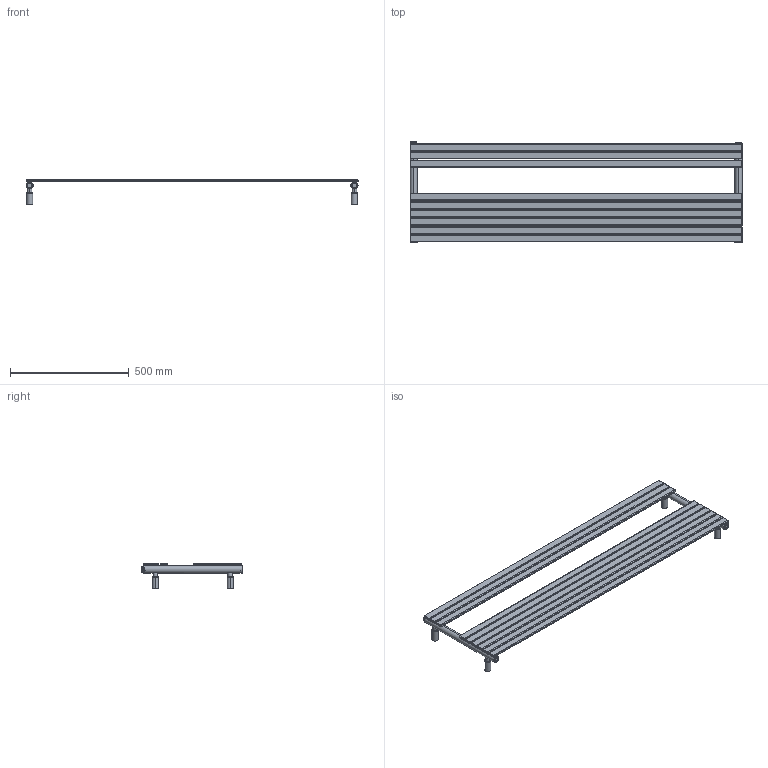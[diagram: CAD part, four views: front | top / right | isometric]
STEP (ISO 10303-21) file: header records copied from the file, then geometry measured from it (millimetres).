
FILE_DESCRIPTION((''),'2;1');
FILE_NAME('3551610131002_3D_SITO_ASM','2022-11-07T10:40:53',('PC132'),(''),'CREO PARAMETRIC BY PTC INC, 2022124','CREO PARAMETRIC BY PTC INC, 2022124','');
FILE_SCHEMA(('AUTOMOTIVE_DESIGN { 1 0 10303 214 1 1 1 1 }'));
Length unit declared in the file: millimetre
Products named in the file (3): 3551610131002_3D_SITO; 1041001240010; 3551610131002_3D_SITO_ASM
Assembly tree (2 placements, depth 2):
  3551610131002_3D_SITO_ASM
    3551610131002_3D_SITO
    1041001240010
Bounding box: 1400 x 426.6 x 105 mm (x, y, z)
Volume: 4437980.3 mm3; surface area: 1071182.8 mm2
Topology: 13 solids, 13 shells, 350 faces, 755 edges, 440 vertices
Faces by surface type: cylinder 146, plane 100, bspline 72, torus 26, cone 6
Entity records: 16263 total; most frequent: CARTESIAN_POINT 3714, DIRECTION 1866, ORIENTED_EDGE 1510, PRESENTATION_STYLE_ASSIGNMENT 825, STYLED_ITEM 821, CURVE_STYLE 808, EDGE_CURVE 755, AXIS2_PLACEMENT_3D 748
